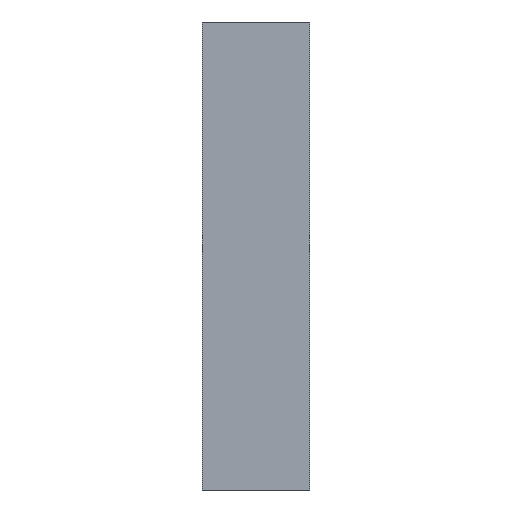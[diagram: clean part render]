
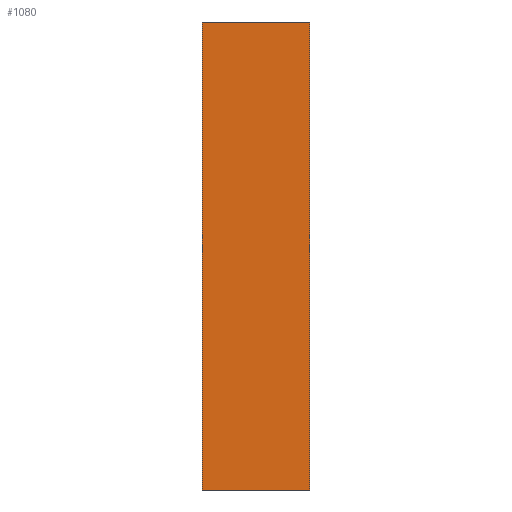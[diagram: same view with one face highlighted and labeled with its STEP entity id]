
A CAD part, front view. The second image highlights one B-rep face of the part: STEP entity #1080.
In plain terms, the highlighted planar face has unit normal (0, -1, 0).
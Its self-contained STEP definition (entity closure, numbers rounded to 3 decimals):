
#141 = ORIENTED_EDGE ( 'NONE', *, *, #210, .T. ) ;
#169 = VERTEX_POINT ( 'NONE', #649 ) ;
#210 = EDGE_CURVE ( 'NONE', #732, #609, #422, .T. ) ;
#251 = EDGE_LOOP ( 'NONE', ( #141, #976, #288, #722 ) ) ;
#274 = CARTESIAN_POINT ( 'NONE',  ( -115., -10., 500. ) ) ;
#288 = ORIENTED_EDGE ( 'NONE', *, *, #321, .F. ) ;
#321 = EDGE_CURVE ( 'NONE', #169, #786, #928, .T. ) ;
#340 = DIRECTION ( 'NONE',  ( 0., 0., 1. ) ) ;
#350 = CARTESIAN_POINT ( 'NONE',  ( -115., -10., -500. ) ) ;
#363 = AXIS2_PLACEMENT_3D ( 'NONE', #787, #1132, #340 ) ;
#364 = CARTESIAN_POINT ( 'NONE',  ( 115., -10., -500. ) ) ;
#412 = DIRECTION ( 'NONE',  ( 1., 0., 0. ) ) ;
#422 = LINE ( 'NONE', #350, #875 ) ;
#433 = CARTESIAN_POINT ( 'NONE',  ( -115., -10., 500. ) ) ;
#435 = LINE ( 'NONE', #433, #512 ) ;
#464 = EDGE_CURVE ( 'NONE', #169, #732, #435, .T. ) ;
#508 = VECTOR ( 'NONE', #881, 1000. ) ;
#512 = VECTOR ( 'NONE', #1067, 1000. ) ;
#609 = VERTEX_POINT ( 'NONE', #364 ) ;
#649 = CARTESIAN_POINT ( 'NONE',  ( -115., -10., 500. ) ) ;
#655 = LINE ( 'NONE', #968, #508 ) ;
#722 = ORIENTED_EDGE ( 'NONE', *, *, #464, .T. ) ;
#732 = VERTEX_POINT ( 'NONE', #1017 ) ;
#786 = VERTEX_POINT ( 'NONE', #866 ) ;
#787 = CARTESIAN_POINT ( 'NONE',  ( -115., -10., 500. ) ) ;
#866 = CARTESIAN_POINT ( 'NONE',  ( 115., -10., 500. ) ) ;
#875 = VECTOR ( 'NONE', #994, 1000. ) ;
#881 = DIRECTION ( 'NONE',  ( 0., 0., -1. ) ) ;
#886 = PLANE ( 'NONE',  #363 ) ;
#928 = LINE ( 'NONE', #274, #1062 ) ;
#968 = CARTESIAN_POINT ( 'NONE',  ( 115., -10., 500. ) ) ;
#976 = ORIENTED_EDGE ( 'NONE', *, *, #982, .F. ) ;
#982 = EDGE_CURVE ( 'NONE', #786, #609, #655, .T. ) ;
#994 = DIRECTION ( 'NONE',  ( 1., 0., 0. ) ) ;
#1017 = CARTESIAN_POINT ( 'NONE',  ( -115., -10., -500. ) ) ;
#1062 = VECTOR ( 'NONE', #412, 1000. ) ;
#1067 = DIRECTION ( 'NONE',  ( 0., 0., -1. ) ) ;
#1080 = ADVANCED_FACE ( 'NONE', ( #1141 ), #886, .F. ) ;
#1132 = DIRECTION ( 'NONE',  ( 0., 1., 0. ) ) ;
#1141 = FACE_OUTER_BOUND ( 'NONE', #251, .T. ) ;
